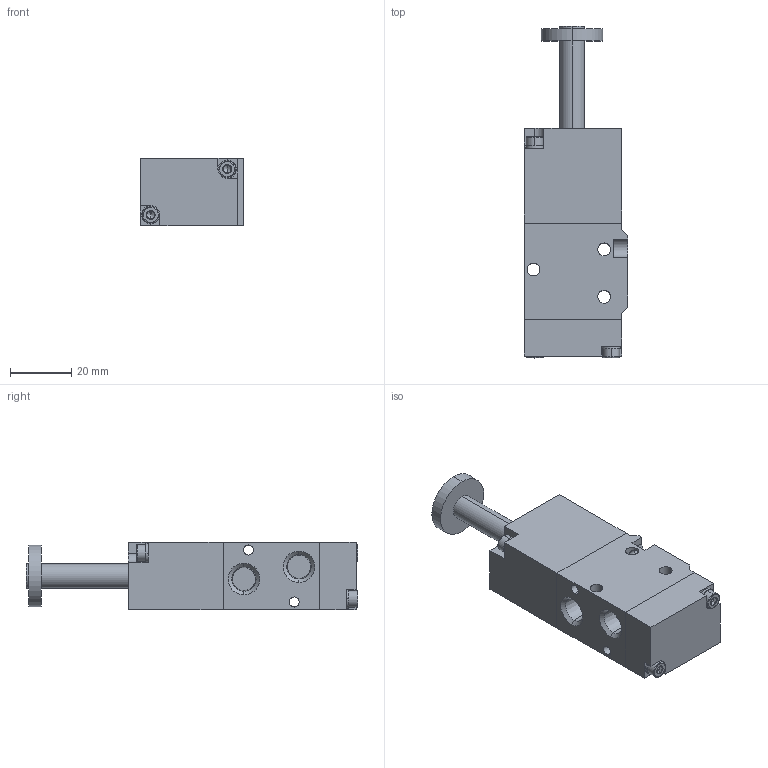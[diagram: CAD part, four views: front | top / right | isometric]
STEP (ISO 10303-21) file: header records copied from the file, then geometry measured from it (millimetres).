
FILE_DESCRIPTION (( 'STEP AP203' ), '1' );
FILE_NAME ('7010020200U.step', '2024-02-07T21:30:10', ( '' ), ( '' ), 'SwSTEP 2.0', 'SolidWorks 2023', '' );
FILE_SCHEMA (( 'CONFIG_CONTROL_DESIGN' ));
Length unit declared in the file: inch
Products named in the file (1): 7010020200U
Bounding box: 34 x 108.6 x 22 mm (x, y, z)
Volume: 53281.1 mm3; surface area: 17005.5 mm2
Topology: 11 solids, 11 shells, 254 faces, 578 edges, 352 vertices
Faces by surface type: plane 120, cylinder 64, cone 46, bspline 24
Entity records: 7905 total; most frequent: CARTESIAN_POINT 2173, DIRECTION 1196, ORIENTED_EDGE 1140, EDGE_CURVE 570, AXIS2_PLACEMENT_3D 451, VERTEX_POINT 352, VECTOR 294, LINE 294
